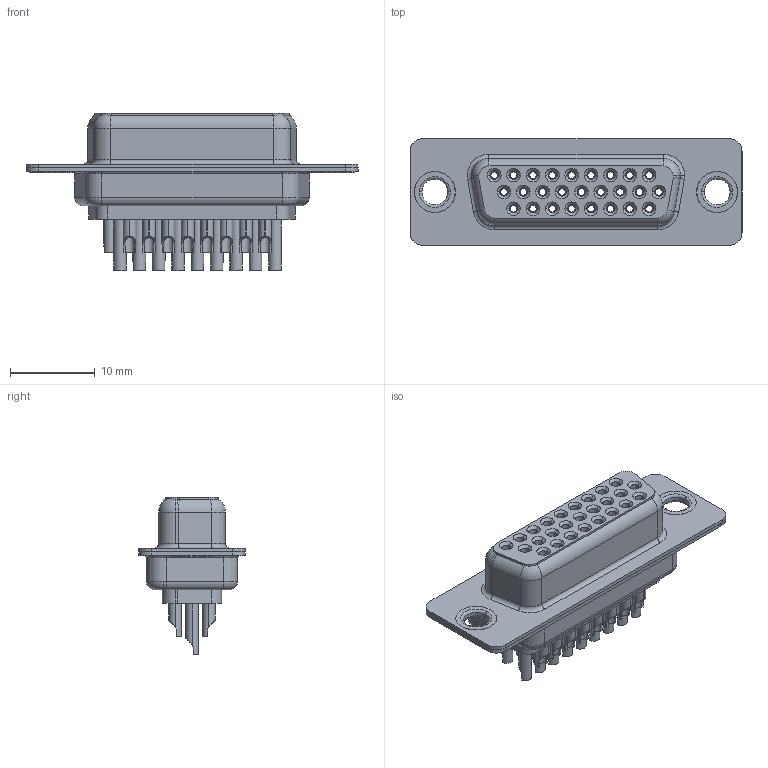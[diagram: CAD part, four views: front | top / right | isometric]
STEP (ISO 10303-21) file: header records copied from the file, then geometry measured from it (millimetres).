
FILE_DESCRIPTION (( 'STEP AP203' ), '1' );
FILE_NAME ('638-026-632-061.STEP', '2020-07-18T21:46:30', ( '' ), ( '' ), 'SwSTEP 2.0', 'SolidWorks 2020', '' );
FILE_SCHEMA (( 'CONFIG_CONTROL_DESIGN' ));
Length unit declared in the file: millimetre
Products named in the file (8): 638 Shell Front_26 Contacts; 638 Contact Row 3_32; 638 Thru Hole Rivet; 638-026-632-061; 638 Contact Row 2_32; 638 Contact Row 1_32; 638 Shell Rear_26 Contacts; 638 Housing_26 Contacts
Assembly tree (31 placements, depth 2):
  638-026-632-061
    638 Housing_26 Contacts
    638 Shell Front_26 Contacts
    638 Shell Rear_26 Contacts
    638 Contact Row 1_32  x9
    638 Contact Row 2_32  x9
    638 Contact Row 3_32  x8
    638 Thru Hole Rivet  x2
Bounding box: 39.19 x 12.6 x 18.6 mm (x, y, z)
Volume: 2182.7 mm3; surface area: 8621.9 mm2
Topology: 31 solids, 31 shells, 2567 faces, 6479 edges, 4063 vertices
Faces by surface type: cylinder 771, plane 613, torus 533, bspline 520, cone 130
Entity records: 27114 total; most frequent: CARTESIAN_POINT 6960, DIRECTION 4104, ORIENTED_EDGE 3770, EDGE_CURVE 1885, AXIS2_PLACEMENT_3D 1722, VERTEX_POINT 1187, EDGE_LOOP 952, CIRCLE 949
